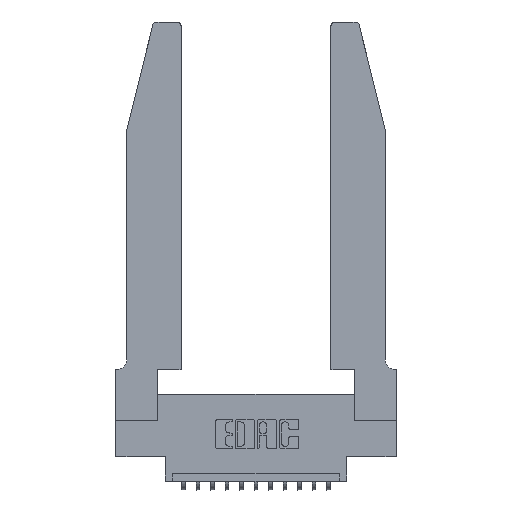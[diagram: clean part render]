
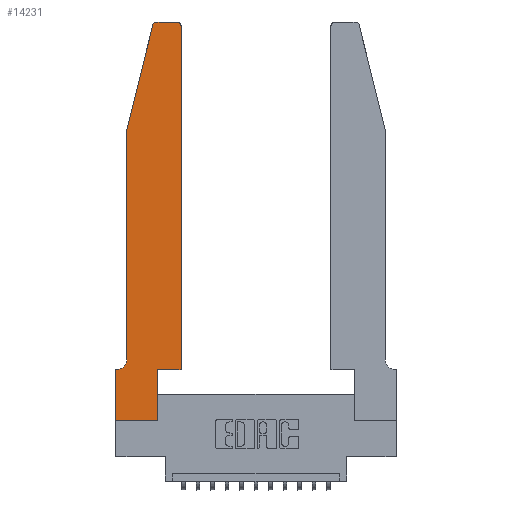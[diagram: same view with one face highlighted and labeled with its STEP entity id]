
A CAD part, top view. The second image highlights one B-rep face of the part: STEP entity #14231.
In plain terms, the highlighted planar face has unit normal (0, 0, 1).
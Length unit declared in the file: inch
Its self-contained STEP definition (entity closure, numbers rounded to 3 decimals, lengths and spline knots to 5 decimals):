
#287 = EDGE_CURVE ( 'NONE', #6178, #9437, #10413, .T. ) ;
#390 = CARTESIAN_POINT ( 'NONE',  ( 0.2865, 0.35, 0.37 ) ) ;
#632 = LINE ( 'NONE', #14560, #10048 ) ;
#654 = CARTESIAN_POINT ( 'NONE',  ( 0.0755, 0.42, 0.37 ) ) ;
#680 = CARTESIAN_POINT ( 'NONE',  ( 0., 0.35, 0.37 ) ) ;
#734 = CARTESIAN_POINT ( 'NONE',  ( 0.4205, 2.75, 0.37 ) ) ;
#1053 = DIRECTION ( 'NONE',  ( -0.239, -0.971, 0. ) ) ;
#1265 = EDGE_CURVE ( 'NONE', #6742, #15040, #2432, .T. ) ;
#1372 = DIRECTION ( 'NONE',  ( 0., 0., 1. ) ) ;
#1391 = CARTESIAN_POINT ( 'NONE',  ( 0.2605, 2.75, 0.37 ) ) ;
#1518 = CARTESIAN_POINT ( 'NONE',  ( 0.25487, 2.72718, 0.37 ) ) ;
#1565 = EDGE_CURVE ( 'NONE', #9480, #6068, #14844, .T. ) ;
#1643 = CARTESIAN_POINT ( 'NONE',  ( 0.0055, 0.35, 0.37 ) ) ;
#2031 = VECTOR ( 'NONE', #14736, 39.37008 ) ;
#2109 = CIRCLE ( 'NONE', #14790, 0.03 ) ;
#2290 = CARTESIAN_POINT ( 'NONE',  ( 0.0755, 2., 0.37 ) ) ;
#2390 = ORIENTED_EDGE ( 'NONE', *, *, #17430, .T. ) ;
#2432 = LINE ( 'NONE', #8123, #12711 ) ;
#2433 = VECTOR ( 'NONE', #12069, 39.37008 ) ;
#2453 = VERTEX_POINT ( 'NONE', #734 ) ;
#2463 = AXIS2_PLACEMENT_3D ( 'NONE', #14340, #11664, #12965 ) ;
#2610 = CARTESIAN_POINT ( 'NONE',  ( 0.0755, 2., 0.37 ) ) ;
#2648 = CARTESIAN_POINT ( 'NONE',  ( 0.284, 2.72, 0.37 ) ) ;
#3084 = PLANE ( 'NONE',  #10984 ) ;
#3386 = CARTESIAN_POINT ( 'NONE',  ( 0.2865, 0., 0.37 ) ) ;
#3454 = CARTESIAN_POINT ( 'NONE',  ( 0., 0., 0.37 ) ) ;
#3527 = CARTESIAN_POINT ( 'NONE',  ( 0.4505, 0.35, 0.37 ) ) ;
#4023 = EDGE_CURVE ( 'NONE', #5510, #6025, #6905, .T. ) ;
#4049 = DIRECTION ( 'NONE',  ( 0., -1., 0. ) ) ;
#4123 = VERTEX_POINT ( 'NONE', #3386 ) ;
#4727 = CARTESIAN_POINT ( 'NONE',  ( 0.4205, 2.72, 0.37 ) ) ;
#5172 = CARTESIAN_POINT ( 'NONE',  ( 0.284, 2.75, 0.37 ) ) ;
#5432 = AXIS2_PLACEMENT_3D ( 'NONE', #2648, #1372, #10745 ) ;
#5510 = VERTEX_POINT ( 'NONE', #654 ) ;
#6025 = VERTEX_POINT ( 'NONE', #1643 ) ;
#6068 = VERTEX_POINT ( 'NONE', #7673 ) ;
#6178 = VERTEX_POINT ( 'NONE', #6573 ) ;
#6368 = VERTEX_POINT ( 'NONE', #12672 ) ;
#6388 = DIRECTION ( 'NONE',  ( 0., 1., 0. ) ) ;
#6391 = ORIENTED_EDGE ( 'NONE', *, *, #7755, .T. ) ;
#6573 = CARTESIAN_POINT ( 'NONE',  ( 0.2865, 0.35, 0.37 ) ) ;
#6742 = VERTEX_POINT ( 'NONE', #11910 ) ;
#6905 = CIRCLE ( 'NONE', #2463, 0.07 ) ;
#7219 = ORIENTED_EDGE ( 'NONE', *, *, #10317, .T. ) ;
#7673 = CARTESIAN_POINT ( 'NONE',  ( 0.0755, 2., 0.37 ) ) ;
#7727 = EDGE_CURVE ( 'NONE', #6368, #2453, #2109, .T. ) ;
#7755 = EDGE_CURVE ( 'NONE', #6025, #6742, #12808, .T. ) ;
#7898 = ORIENTED_EDGE ( 'NONE', *, *, #4023, .T. ) ;
#8123 = CARTESIAN_POINT ( 'NONE',  ( 0., 0., 0.37 ) ) ;
#8380 = ORIENTED_EDGE ( 'NONE', *, *, #11604, .T. ) ;
#8710 = VECTOR ( 'NONE', #12158, 39.37008 ) ;
#8994 = VECTOR ( 'NONE', #16298, 39.37008 ) ;
#9015 = FACE_OUTER_BOUND ( 'NONE', #13906, .T. ) ;
#9437 = VERTEX_POINT ( 'NONE', #15878 ) ;
#9480 = VERTEX_POINT ( 'NONE', #1518 ) ;
#9781 = ORIENTED_EDGE ( 'NONE', *, *, #14630, .T. ) ;
#9928 = CIRCLE ( 'NONE', #5432, 0.03 ) ;
#10048 = VECTOR ( 'NONE', #6388, 39.37008 ) ;
#10317 = EDGE_CURVE ( 'NONE', #6068, #5510, #13154, .T. ) ;
#10413 = LINE ( 'NONE', #3527, #16140 ) ;
#10745 = DIRECTION ( 'NONE',  ( 1., 0., 0. ) ) ;
#10835 = EDGE_CURVE ( 'NONE', #15040, #4123, #16749, .T. ) ;
#10874 = DIRECTION ( 'NONE',  ( 0., 1., 0. ) ) ;
#10910 = ORIENTED_EDGE ( 'NONE', *, *, #1565, .T. ) ;
#10984 = AXIS2_PLACEMENT_3D ( 'NONE', #680, #15387, #16785 ) ;
#11415 = VERTEX_POINT ( 'NONE', #5172 ) ;
#11604 = EDGE_CURVE ( 'NONE', #4123, #6178, #13322, .T. ) ;
#11620 = CARTESIAN_POINT ( 'NONE',  ( 0., 0., 0.37 ) ) ;
#11664 = DIRECTION ( 'NONE',  ( 0., 0., -1. ) ) ;
#11910 = CARTESIAN_POINT ( 'NONE',  ( 0., 0.35, 0.37 ) ) ;
#12069 = DIRECTION ( 'NONE',  ( 1., 0., 0. ) ) ;
#12093 = EDGE_CURVE ( 'NONE', #11415, #9480, #9928, .T. ) ;
#12158 = DIRECTION ( 'NONE',  ( -1., 0., 0. ) ) ;
#12672 = CARTESIAN_POINT ( 'NONE',  ( 0.4505, 2.72, 0.37 ) ) ;
#12711 = VECTOR ( 'NONE', #4049, 39.37008 ) ;
#12720 = ORIENTED_EDGE ( 'NONE', *, *, #1265, .T. ) ;
#12747 = LINE ( 'NONE', #1391, #8710 ) ;
#12765 = DIRECTION ( 'NONE',  ( 1., 0., 0. ) ) ;
#12808 = LINE ( 'NONE', #16230, #8994 ) ;
#12914 = DIRECTION ( 'NONE',  ( 1., 0., 0. ) ) ;
#12965 = DIRECTION ( 'NONE',  ( -1., 0., 0. ) ) ;
#13117 = VECTOR ( 'NONE', #1053, 39.37008 ) ;
#13154 = LINE ( 'NONE', #2610, #2031 ) ;
#13261 = ORIENTED_EDGE ( 'NONE', *, *, #7727, .T. ) ;
#13322 = LINE ( 'NONE', #390, #16932 ) ;
#13906 = EDGE_LOOP ( 'NONE', ( #2390, #16038, #10910, #7219, #7898, #6391, #12720, #14732, #8380, #17312, #9781, #13261 ) ) ;
#14231 = ADVANCED_FACE ( 'NONE', ( #9015 ), #3084, .T. ) ;
#14340 = CARTESIAN_POINT ( 'NONE',  ( 0.0055, 0.42, 0.37 ) ) ;
#14560 = CARTESIAN_POINT ( 'NONE',  ( 0.4505, 0.35, 0.37 ) ) ;
#14630 = EDGE_CURVE ( 'NONE', #9437, #6368, #632, .T. ) ;
#14732 = ORIENTED_EDGE ( 'NONE', *, *, #10835, .T. ) ;
#14736 = DIRECTION ( 'NONE',  ( 0., -1., 0. ) ) ;
#14790 = AXIS2_PLACEMENT_3D ( 'NONE', #4727, #15719, #12914 ) ;
#14844 = LINE ( 'NONE', #2290, #13117 ) ;
#15040 = VERTEX_POINT ( 'NONE', #3454 ) ;
#15387 = DIRECTION ( 'NONE',  ( 0., 0., 1. ) ) ;
#15719 = DIRECTION ( 'NONE',  ( 0., 0., 1. ) ) ;
#15878 = CARTESIAN_POINT ( 'NONE',  ( 0.4505, 0.35, 0.37 ) ) ;
#16038 = ORIENTED_EDGE ( 'NONE', *, *, #12093, .T. ) ;
#16140 = VECTOR ( 'NONE', #12765, 39.37008 ) ;
#16230 = CARTESIAN_POINT ( 'NONE',  ( 0.0755, 0.35, 0.37 ) ) ;
#16298 = DIRECTION ( 'NONE',  ( -1., 0., 0. ) ) ;
#16749 = LINE ( 'NONE', #11620, #2433 ) ;
#16785 = DIRECTION ( 'NONE',  ( 1., 0., 0. ) ) ;
#16932 = VECTOR ( 'NONE', #10874, 39.37008 ) ;
#17312 = ORIENTED_EDGE ( 'NONE', *, *, #287, .T. ) ;
#17430 = EDGE_CURVE ( 'NONE', #2453, #11415, #12747, .T. ) ;
